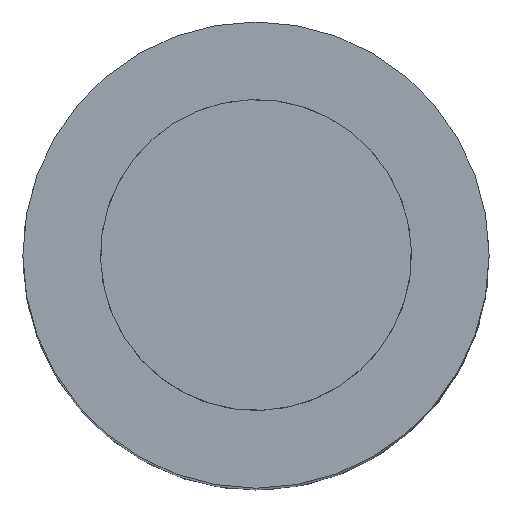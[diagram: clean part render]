
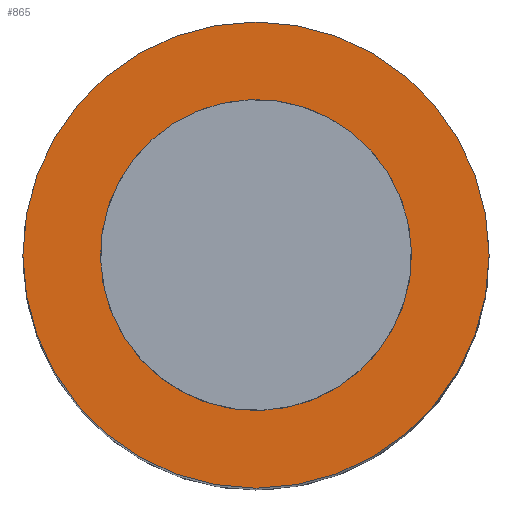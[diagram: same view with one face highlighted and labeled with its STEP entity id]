
A CAD part, top view. The second image highlights one B-rep face of the part: STEP entity #865.
In plain terms, the highlighted planar face has unit normal (0, 0, 1).
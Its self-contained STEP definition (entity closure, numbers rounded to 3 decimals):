
#14 = PLANE ( 'NONE',  #1064 ) ;
#47 = ORIENTED_EDGE ( 'NONE', *, *, #944, .F. ) ;
#52 = DIRECTION ( 'NONE',  ( 0., 0., 1. ) ) ;
#58 = EDGE_LOOP ( 'NONE', ( #974, #1209 ) ) ;
#69 = ORIENTED_EDGE ( 'NONE', *, *, #1160, .F. ) ;
#76 = DIRECTION ( 'NONE',  ( 0., 0., 1. ) ) ;
#104 = DIRECTION ( 'NONE',  ( 0., 0., 1. ) ) ;
#118 = CARTESIAN_POINT ( 'NONE',  ( 16., 0., 107. ) ) ;
#154 = VERTEX_POINT ( 'NONE', #118 ) ;
#262 = AXIS2_PLACEMENT_3D ( 'NONE', #894, #584, #264 ) ;
#263 = DIRECTION ( 'NONE',  ( 1., 0., 0. ) ) ;
#264 = DIRECTION ( 'NONE',  ( 1., 0., 0. ) ) ;
#292 = CARTESIAN_POINT ( 'NONE',  ( 24., 0., 107. ) ) ;
#294 = CARTESIAN_POINT ( 'NONE',  ( 0., 0., 107. ) ) ;
#305 = AXIS2_PLACEMENT_3D ( 'NONE', #294, #76, #623 ) ;
#322 = CIRCLE ( 'NONE', #1379, 16. ) ;
#426 = CARTESIAN_POINT ( 'NONE',  ( 0., 0., 107. ) ) ;
#453 = CIRCLE ( 'NONE', #611, 24. ) ;
#467 = DIRECTION ( 'NONE',  ( 0., 0., 1. ) ) ;
#583 = FACE_BOUND ( 'NONE', #1360, .T. ) ;
#584 = DIRECTION ( 'NONE',  ( 0., 0., 1. ) ) ;
#611 = AXIS2_PLACEMENT_3D ( 'NONE', #426, #104, #863 ) ;
#623 = DIRECTION ( 'NONE',  ( 1., 0., 0. ) ) ;
#628 = EDGE_CURVE ( 'NONE', #1108, #1192, #453, .T. ) ;
#686 = DIRECTION ( 'NONE',  ( 1., 0., 0. ) ) ;
#709 = CARTESIAN_POINT ( 'NONE',  ( -16., 0., 107. ) ) ;
#863 = DIRECTION ( 'NONE',  ( 1., 0., 0. ) ) ;
#865 = ADVANCED_FACE ( 'NONE', ( #583, #1084 ), #14, .T. ) ;
#894 = CARTESIAN_POINT ( 'NONE',  ( 0., 0., 107. ) ) ;
#944 = EDGE_CURVE ( 'NONE', #154, #1055, #322, .T. ) ;
#974 = ORIENTED_EDGE ( 'NONE', *, *, #1017, .T. ) ;
#1017 = EDGE_CURVE ( 'NONE', #1192, #1108, #1049, .T. ) ;
#1048 = CARTESIAN_POINT ( 'NONE',  ( -24., 0., 107. ) ) ;
#1049 = CIRCLE ( 'NONE', #262, 24. ) ;
#1055 = VERTEX_POINT ( 'NONE', #709 ) ;
#1064 = AXIS2_PLACEMENT_3D ( 'NONE', #1081, #467, #263 ) ;
#1081 = CARTESIAN_POINT ( 'NONE',  ( 0., 0., 107. ) ) ;
#1084 = FACE_OUTER_BOUND ( 'NONE', #58, .T. ) ;
#1101 = CIRCLE ( 'NONE', #305, 16. ) ;
#1108 = VERTEX_POINT ( 'NONE', #292 ) ;
#1160 = EDGE_CURVE ( 'NONE', #1055, #154, #1101, .T. ) ;
#1192 = VERTEX_POINT ( 'NONE', #1048 ) ;
#1209 = ORIENTED_EDGE ( 'NONE', *, *, #628, .T. ) ;
#1328 = CARTESIAN_POINT ( 'NONE',  ( 0., 0., 107. ) ) ;
#1360 = EDGE_LOOP ( 'NONE', ( #69, #47 ) ) ;
#1379 = AXIS2_PLACEMENT_3D ( 'NONE', #1328, #52, #686 ) ;
